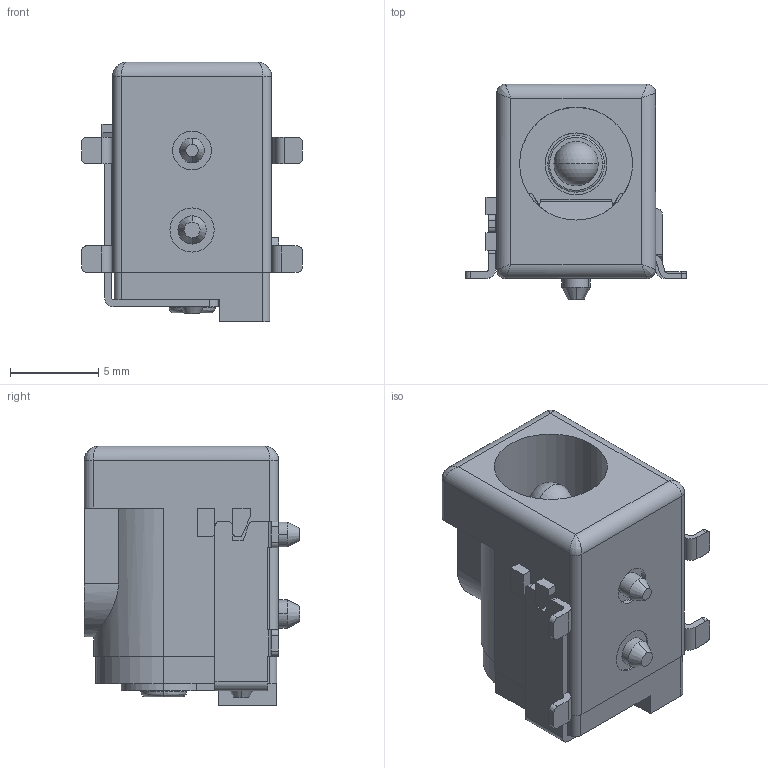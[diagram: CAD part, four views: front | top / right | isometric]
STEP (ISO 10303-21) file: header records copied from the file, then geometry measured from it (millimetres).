
FILE_DESCRIPTION (( 'STEP AP214' ), '1' );
FILE_NAME ('DCJ250-05-A-K1-A.STEP', '2022-03-20T17:10:36', ( '' ), ( '' ), 'SwSTEP 2.0', 'SolidWorks 2016', '' );
FILE_SCHEMA (( 'AUTOMOTIVE_DESIGN' ));
Length unit declared in the file: millimetre
Products named in the file (1): DCJ250-05-A-K1-A
Bounding box: 12.5 x 12.2 x 14.7 mm (x, y, z)
Volume: 816 mm3; surface area: 1727.4 mm2
Topology: 8 solids, 8 shells, 311 faces, 783 edges, 496 vertices
Faces by surface type: plane 180, cylinder 93, bspline 26, cone 10, sphere 2
Entity records: 13689 total; most frequent: CARTESIAN_POINT 2789, ORIENTED_EDGE 1550, DIRECTION 1490, EDGE_CURVE 775, LINE 534, VECTOR 534, VERTEX_POINT 496, AXIS2_PLACEMENT_3D 478
